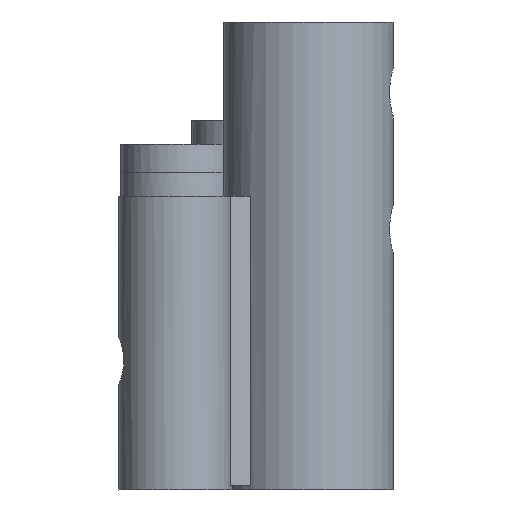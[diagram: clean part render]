
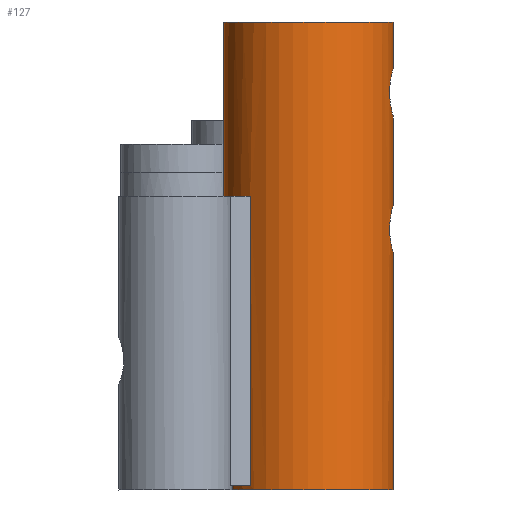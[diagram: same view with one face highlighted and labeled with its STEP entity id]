
A CAD part, front view. The second image highlights one B-rep face of the part: STEP entity #127.
In plain terms, the highlighted cylindrical face has radius 9 mm (diameter 18 mm), a partial arc.
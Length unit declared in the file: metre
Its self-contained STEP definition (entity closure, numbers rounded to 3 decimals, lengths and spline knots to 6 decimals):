
#127=ADVANCED_FACE('399:46417',(#386),#387,.T.);
#386=FACE_OUTER_BOUND('',#787,.T.);
#387=CYLINDRICAL_SURFACE('',#788,0.009);
#787=EDGE_LOOP('',(#6147,#6148,#6149,#6150,#6151,#6152,#6153,#6154,#6155,#6156,#6157,#6158,#6159,#6160));
#788=AXIS2_PLACEMENT_3D('',#6161,#6162,#6163);
#6147=ORIENTED_EDGE('',*,*,#7200,.T.);
#6148=ORIENTED_EDGE('',*,*,#7300,.F.);
#6149=ORIENTED_EDGE('',*,*,#7102,.F.);
#6150=ORIENTED_EDGE('',*,*,#7206,.T.);
#6151=ORIENTED_EDGE('',*,*,#7301,.F.);
#6152=ORIENTED_EDGE('',*,*,#7093,.F.);
#6153=ORIENTED_EDGE('',*,*,#7204,.T.);
#6154=ORIENTED_EDGE('',*,*,#7302,.T.);
#6155=ORIENTED_EDGE('',*,*,#7196,.T.);
#6156=ORIENTED_EDGE('',*,*,#7268,.F.);
#6157=ORIENTED_EDGE('',*,*,#7303,.T.);
#6158=ORIENTED_EDGE('',*,*,#7278,.F.);
#6159=ORIENTED_EDGE('',*,*,#7192,.T.);
#6160=ORIENTED_EDGE('',*,*,#7304,.T.);
#6161=CARTESIAN_POINT('',(0.0,0.0,0.019012));
#6162=DIRECTION('',(0.0,0.0,1.0));
#6163=DIRECTION('',(1.0,0.0,0.0));
#7093=EDGE_CURVE('399:46501',#7703,#7705,#7706,.F.);
#7102=EDGE_CURVE('399:46492',#7721,#7723,#7724,.F.);
#7192=EDGE_CURVE('',#7890,#7891,#7892,.T.);
#7196=EDGE_CURVE('',#7898,#7899,#7900,.T.);
#7200=EDGE_CURVE('',#7906,#7907,#7908,.T.);
#7204=EDGE_CURVE('',#7703,#7913,#7915,.T.);
#7206=EDGE_CURVE('',#7721,#7916,#7918,.T.);
#7268=EDGE_CURVE('399:46735',#8023,#7899,#8025,.T.);
#7278=EDGE_CURVE('399:46729',#7890,#8038,#8039,.T.);
#7300=EDGE_CURVE('399:46492',#7723,#7907,#8062,.F.);
#7301=EDGE_CURVE('399:46501',#7705,#7916,#8063,.F.);
#7302=EDGE_CURVE('399:46495',#7913,#7898,#8064,.F.);
#7303=EDGE_CURVE('406:47473',#8023,#8038,#8065,.T.);
#7304=EDGE_CURVE('399:46498',#7891,#7906,#8066,.T.);
#7703=VERTEX_POINT('',#8828);
#7705=VERTEX_POINT('',#8845);
#7706=B_SPLINE_CURVE_WITH_KNOTS('',3,(#8846,#8847,#8848,#8849,#8850,#8851,#8852,#8853,#8854,#8855,#8856,#8857,#8858,#8859,#8860,#8861),.UNSPECIFIED.,.F.,.F.,(4,3,3,3,3,4),(0.007577,0.008579,0.009342,0.009775,0.010769,0.011365),.UNSPECIFIED.);
#7721=VERTEX_POINT('',#8880);
#7723=VERTEX_POINT('',#8897);
#7724=B_SPLINE_CURVE_WITH_KNOTS('',3,(#8898,#8899,#8900,#8901,#8902,#8903,#8904,#8905,#8906,#8907,#8908,#8909,#8910,#8911,#8912,#8913),.UNSPECIFIED.,.F.,.F.,(4,3,3,3,3,4),(0.007577,0.008579,0.009342,0.009775,0.010769,0.011365),.UNSPECIFIED.);
#7890=VERTEX_POINT('',#9286);
#7891=VERTEX_POINT('',#9287);
#7892=LINE('',#9288,#9289);
#7898=VERTEX_POINT('',#9296);
#7899=VERTEX_POINT('',#9297);
#7900=LINE('',#9298,#9299);
#7906=VERTEX_POINT('',#9306);
#7907=VERTEX_POINT('',#9307);
#7908=LINE('',#9308,#9309);
#7913=VERTEX_POINT('',#9315);
#7915=LINE('',#9317,#9318);
#7916=VERTEX_POINT('',#9319);
#7918=LINE('',#9336,#9337);
#8023=VERTEX_POINT('',#9572);
#8025=CIRCLE('',#9574,0.009);
#8038=VERTEX_POINT('',#9603);
#8039=CIRCLE('',#9604,0.009);
#8062=B_SPLINE_CURVE_WITH_KNOTS('',3,(#9703,#9704,#9705,#9706,#9707,#9708,#9709,#9710,#9711,#9712,#9713,#9714,#9715,#9716,#9717,#9718),.UNSPECIFIED.,.F.,.F.,(4,3,3,3,3,4),(0.003788,0.004736,0.005451,0.005998,0.006992,0.007577),.UNSPECIFIED.);
#8063=B_SPLINE_CURVE_WITH_KNOTS('',3,(#9719,#9720,#9721,#9722,#9723,#9724,#9725,#9726,#9727,#9728,#9729,#9730,#9731,#9732,#9733,#9734),.UNSPECIFIED.,.F.,.F.,(4,3,3,3,3,4),(0.003788,0.004736,0.005451,0.005998,0.006992,0.007577),.UNSPECIFIED.);
#8064=CIRCLE('',#9735,0.009);
#8065=LINE('',#9736,#9737);
#8066=CIRCLE('',#9738,0.009);
#8828=CARTESIAN_POINT('',(0.009,0.,0.061712));
#8845=CARTESIAN_POINT('',(0.008646,-0.0025,0.059212));
#8846=CARTESIAN_POINT('',(0.008646,-0.0025,0.059212));
#8847=CARTESIAN_POINT('',(0.008646,-0.0025,0.059546));
#8848=CARTESIAN_POINT('',(0.008667,-0.002429,0.059902));
#8849=CARTESIAN_POINT('',(0.008705,-0.002286,0.060224));
#8850=CARTESIAN_POINT('',(0.008733,-0.002177,0.06047));
#8851=CARTESIAN_POINT('',(0.00877,-0.002028,0.060696));
#8852=CARTESIAN_POINT('',(0.008806,-0.001857,0.060887));
#8853=CARTESIAN_POINT('',(0.008827,-0.001759,0.060994));
#8854=CARTESIAN_POINT('',(0.008847,-0.001655,0.061092));
#8855=CARTESIAN_POINT('',(0.008868,-0.001539,0.061183));
#8856=CARTESIAN_POINT('',(0.008914,-0.001271,0.061392));
#8857=CARTESIAN_POINT('',(0.008957,-0.000946,0.061552));
#8858=CARTESIAN_POINT('',(0.008979,-0.000609,0.061637));
#8859=CARTESIAN_POINT('',(0.008993,-0.000406,0.061688));
#8860=CARTESIAN_POINT('',(0.009,-0.000199,0.061712));
#8861=CARTESIAN_POINT('',(0.009,0.,0.061712));
#8880=CARTESIAN_POINT('',(0.009,0.,0.047212));
#8897=CARTESIAN_POINT('',(0.008646,-0.0025,0.044712));
#8898=CARTESIAN_POINT('',(0.008646,-0.0025,0.044712));
#8899=CARTESIAN_POINT('',(0.008646,-0.0025,0.045046));
#8900=CARTESIAN_POINT('',(0.008667,-0.002429,0.045402));
#8901=CARTESIAN_POINT('',(0.008705,-0.002286,0.045724));
#8902=CARTESIAN_POINT('',(0.008733,-0.002177,0.04597));
#8903=CARTESIAN_POINT('',(0.00877,-0.002028,0.046196));
#8904=CARTESIAN_POINT('',(0.008806,-0.001857,0.046387));
#8905=CARTESIAN_POINT('',(0.008827,-0.001759,0.046494));
#8906=CARTESIAN_POINT('',(0.008847,-0.001655,0.046592));
#8907=CARTESIAN_POINT('',(0.008868,-0.001539,0.046683));
#8908=CARTESIAN_POINT('',(0.008914,-0.001271,0.046892));
#8909=CARTESIAN_POINT('',(0.008957,-0.000946,0.047052));
#8910=CARTESIAN_POINT('',(0.008979,-0.000609,0.047137));
#8911=CARTESIAN_POINT('',(0.008993,-0.000406,0.047188));
#8912=CARTESIAN_POINT('',(0.009,-0.000199,0.047212));
#8913=CARTESIAN_POINT('',(0.009,0.,0.047212));
#9286=CARTESIAN_POINT('',(-0.009,0.,0.017512));
#9287=CARTESIAN_POINT('',(-0.009,0.,0.017012));
#9288=CARTESIAN_POINT('',(-0.009,0.,0.019012));
#9289=VECTOR('',#10446,1.0);
#9296=CARTESIAN_POINT('',(-0.009,0.,0.066689));
#9297=CARTESIAN_POINT('',(-0.009,0.,0.048189));
#9298=CARTESIAN_POINT('',(-0.009,0.,0.019012));
#9299=VECTOR('',#10454,1.0);
#9306=CARTESIAN_POINT('',(0.009,0.,0.017012));
#9307=CARTESIAN_POINT('',(0.009,0.,0.042212));
#9308=CARTESIAN_POINT('',(0.009,0.,0.019012));
#9309=VECTOR('',#10462,1.0);
#9315=CARTESIAN_POINT('',(0.009,0.,0.066689));
#9317=CARTESIAN_POINT('',(0.009,0.,0.019012));
#9318=VECTOR('',#10470,1.0);
#9319=CARTESIAN_POINT('',(0.009,0.,0.056712));
#9336=CARTESIAN_POINT('',(0.009,0.,0.019012));
#9337=VECTOR('',#10471,1.0);
#9572=CARTESIAN_POINT('',(-0.006157,-0.006564,0.048189));
#9574=AXIS2_PLACEMENT_3D('',#10584,#10585,#10586);
#9603=CARTESIAN_POINT('',(-0.006157,-0.006564,0.017512));
#9604=AXIS2_PLACEMENT_3D('',#10609,#10610,#10611);
#9703=CARTESIAN_POINT('',(0.009,0.,0.042212));
#9704=CARTESIAN_POINT('',(0.009,-0.000316,0.042212));
#9705=CARTESIAN_POINT('',(0.008982,-0.000651,0.042276));
#9706=CARTESIAN_POINT('',(0.008949,-0.000959,0.042404));
#9707=CARTESIAN_POINT('',(0.008924,-0.001192,0.0425));
#9708=CARTESIAN_POINT('',(0.008891,-0.001409,0.042633));
#9709=CARTESIAN_POINT('',(0.008857,-0.001596,0.042788));
#9710=CARTESIAN_POINT('',(0.008832,-0.001739,0.042907));
#9711=CARTESIAN_POINT('',(0.008806,-0.001864,0.043036));
#9712=CARTESIAN_POINT('',(0.00878,-0.001978,0.043184));
#9713=CARTESIAN_POINT('',(0.008733,-0.002186,0.043453));
#9714=CARTESIAN_POINT('',(0.00869,-0.002345,0.043778));
#9715=CARTESIAN_POINT('',(0.008666,-0.002428,0.044116));
#9716=CARTESIAN_POINT('',(0.008653,-0.002477,0.044315));
#9717=CARTESIAN_POINT('',(0.008646,-0.0025,0.044517));
#9718=CARTESIAN_POINT('',(0.008646,-0.0025,0.044712));
#9719=CARTESIAN_POINT('',(0.009,0.,0.056712));
#9720=CARTESIAN_POINT('',(0.009,-0.000316,0.056712));
#9721=CARTESIAN_POINT('',(0.008982,-0.000651,0.056776));
#9722=CARTESIAN_POINT('',(0.008949,-0.000959,0.056904));
#9723=CARTESIAN_POINT('',(0.008924,-0.001192,0.057));
#9724=CARTESIAN_POINT('',(0.008891,-0.001409,0.057133));
#9725=CARTESIAN_POINT('',(0.008857,-0.001596,0.057288));
#9726=CARTESIAN_POINT('',(0.008832,-0.001739,0.057407));
#9727=CARTESIAN_POINT('',(0.008806,-0.001864,0.057536));
#9728=CARTESIAN_POINT('',(0.00878,-0.001978,0.057684));
#9729=CARTESIAN_POINT('',(0.008733,-0.002186,0.057953));
#9730=CARTESIAN_POINT('',(0.00869,-0.002345,0.058278));
#9731=CARTESIAN_POINT('',(0.008666,-0.002428,0.058616));
#9732=CARTESIAN_POINT('',(0.008653,-0.002477,0.058815));
#9733=CARTESIAN_POINT('',(0.008646,-0.0025,0.059017));
#9734=CARTESIAN_POINT('',(0.008646,-0.0025,0.059212));
#9735=AXIS2_PLACEMENT_3D('',#10658,#10659,#10660);
#9736=CARTESIAN_POINT('',(-0.006157,-0.006564,0.017012));
#9737=VECTOR('',#10661,1.0);
#9738=AXIS2_PLACEMENT_3D('',#10662,#10663,#10664);
#10446=DIRECTION('',(-0.0,-0.0,-1.0));
#10454=DIRECTION('',(-0.0,-0.0,-1.0));
#10462=DIRECTION('',(0.0,0.0,1.0));
#10470=DIRECTION('',(0.0,0.0,1.0));
#10471=DIRECTION('',(0.0,0.0,1.0));
#10584=CARTESIAN_POINT('',(0.0,0.0,0.048189));
#10585=DIRECTION('',(0.0,0.0,-1.0));
#10586=DIRECTION('',(1.0,0.0,0.0));
#10609=CARTESIAN_POINT('',(0.0,0.0,0.017512));
#10610=DIRECTION('',(0.0,-0.0,1.0));
#10611=DIRECTION('',(1.0,0.0,0.0));
#10658=CARTESIAN_POINT('',(0.0,0.0,0.066689));
#10659=DIRECTION('',(0.0,0.0,1.0));
#10660=DIRECTION('',(1.0,0.0,0.0));
#10661=DIRECTION('',(-0.0,0.0,-1.0));
#10662=CARTESIAN_POINT('',(0.0,0.0,0.017012));
#10663=DIRECTION('',(0.0,0.0,1.0));
#10664=DIRECTION('',(1.0,0.0,0.0));
